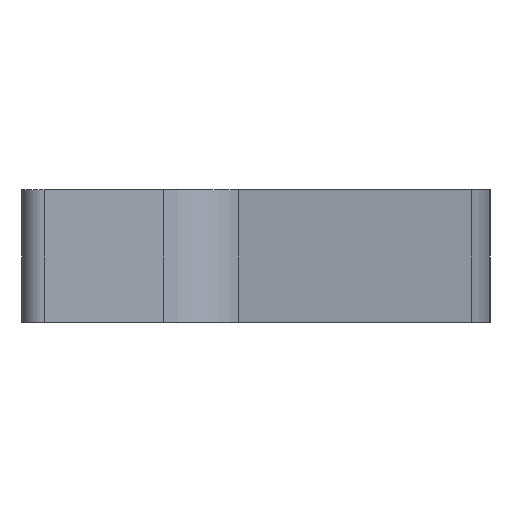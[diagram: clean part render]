
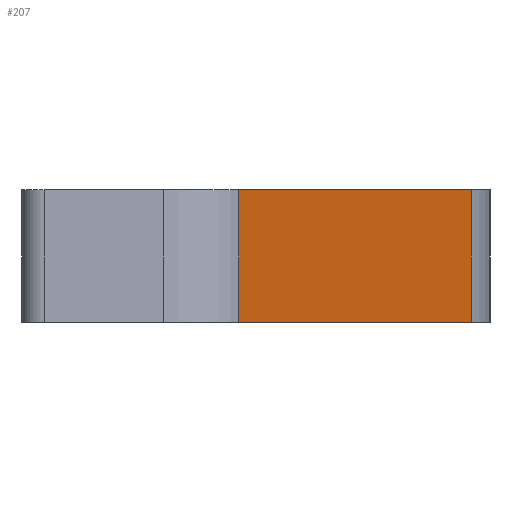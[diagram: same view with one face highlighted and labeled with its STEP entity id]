
A CAD part, front view. The second image highlights one B-rep face of the part: STEP entity #207.
In plain terms, the highlighted planar face has unit normal (0.857, -0.516, 0).
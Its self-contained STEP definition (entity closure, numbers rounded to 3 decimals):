
#207=ADVANCED_FACE('',(#467),#469,.T.);
#467=FACE_BOUND('',#468,.T.);
#468=EDGE_LOOP('',(#1596,#1597,#1598,#1599));
#469=PLANE('',#470);
#470=AXIS2_PLACEMENT_3D('',#471,#472,#473);
#471=CARTESIAN_POINT('',(79.627,-80.563,3.));
#472=DIRECTION('',(0.857,-0.516,0.));
#473=DIRECTION('',(0.516,0.857,0.));
#1596=ORIENTED_EDGE('',*,*,#2426,.T.);
#1597=ORIENTED_EDGE('',*,*,#2427,.T.);
#1598=ORIENTED_EDGE('',*,*,#2305,.F.);
#1599=ORIENTED_EDGE('',*,*,#2425,.F.);
#2305=EDGE_CURVE('',#2741,#2743,#2744,.T.);
#2425=EDGE_CURVE('',#2964,#2741,#2966,.T.);
#2426=EDGE_CURVE('',#2964,#2967,#2968,.T.);
#2427=EDGE_CURVE('',#2967,#2743,#2969,.T.);
#2741=VERTEX_POINT('',#3474);
#2743=VERTEX_POINT('',#3479);
#2744=LINE('',#3480,#3481);
#2964=VERTEX_POINT('',#3973);
#2966=LINE('',#3978,#3979);
#2967=VERTEX_POINT('',#3981);
#2968=LINE('',#3982,#3983);
#2969=LINE('',#3985,#3986);
#3474=CARTESIAN_POINT('',(79.627,-80.563,9.));
#3479=CARTESIAN_POINT('',(90.141,-63.094,9.));
#3480=CARTESIAN_POINT('',(79.627,-80.563,9.));
#3481=VECTOR('',#3482,1.);
#3482=DIRECTION('',(0.516,0.857,0.));
#3973=CARTESIAN_POINT('',(79.627,-80.563,3.));
#3978=CARTESIAN_POINT('',(79.627,-80.563,3.));
#3979=VECTOR('',#3980,1.);
#3980=DIRECTION('',(0.,0.,1.));
#3981=CARTESIAN_POINT('',(90.141,-63.094,3.));
#3982=CARTESIAN_POINT('',(79.627,-80.563,3.));
#3983=VECTOR('',#3984,1.);
#3984=DIRECTION('',(0.516,0.857,0.));
#3985=CARTESIAN_POINT('',(90.141,-63.094,3.));
#3986=VECTOR('',#3987,1.);
#3987=DIRECTION('',(0.,0.,1.));
